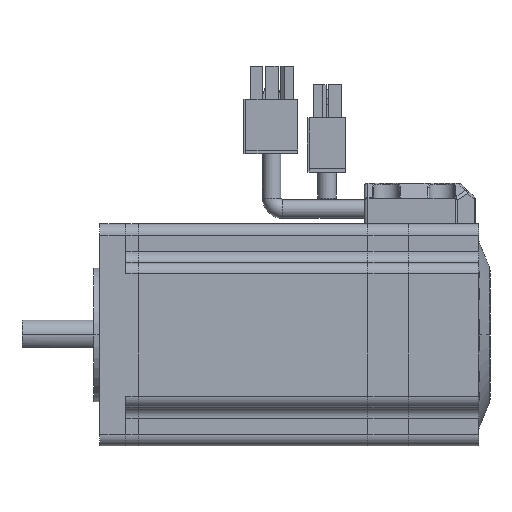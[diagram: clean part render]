
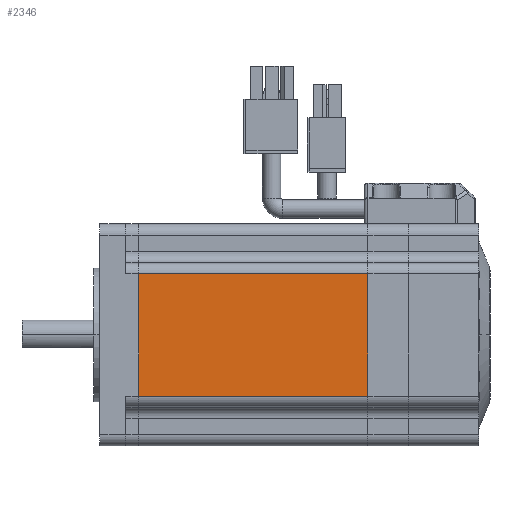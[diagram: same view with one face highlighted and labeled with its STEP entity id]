
A CAD part, left-side view. The second image highlights one B-rep face of the part: STEP entity #2346.
In plain terms, the highlighted planar face has unit normal (-1, 0, 0).
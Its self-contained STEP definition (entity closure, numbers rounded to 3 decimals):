
#1717=DIRECTION('',(0.,0.,1.));
#1718=VECTOR('',#1717,33.);
#1719=CARTESIAN_POINT('',(-30.,0.,-16.5));
#1720=LINE('',#1719,#1718);
#1832=DIRECTION('',(0.,1.,0.));
#1833=VECTOR('',#1832,62.);
#1834=CARTESIAN_POINT('',(-30.,0.,16.5));
#1835=LINE('',#1834,#1833);
#1836=DIRECTION('',(0.,1.,0.));
#1837=VECTOR('',#1836,62.);
#1838=CARTESIAN_POINT('',(-30.,0.,-16.5));
#1839=LINE('',#1838,#1837);
#1939=DIRECTION('',(0.,0.,1.));
#1940=VECTOR('',#1939,33.);
#1941=CARTESIAN_POINT('',(-30.,62.,-16.5));
#1942=LINE('',#1941,#1940);
#2004=CARTESIAN_POINT('',(-30.,0.,-16.5));
#2005=VERTEX_POINT('',#2004);
#2006=CARTESIAN_POINT('',(-30.,0.,16.5));
#2007=VERTEX_POINT('',#2006);
#2052=CARTESIAN_POINT('',(-30.,62.,-16.5));
#2053=VERTEX_POINT('',#2052);
#2054=CARTESIAN_POINT('',(-30.,62.,16.5));
#2055=VERTEX_POINT('',#2054);
#2333=CARTESIAN_POINT('',(-30.,0.,-16.5));
#2334=DIRECTION('',(-1.,0.,0.));
#2335=DIRECTION('',(0.,0.,1.));
#2336=AXIS2_PLACEMENT_3D('',#2333,#2334,#2335);
#2337=PLANE('',#2336);
#2338=ORIENTED_EDGE('',*,*,#2105,.F.);
#2340=ORIENTED_EDGE('',*,*,#2339,.T.);
#2342=ORIENTED_EDGE('',*,*,#2341,.T.);
#2343=ORIENTED_EDGE('',*,*,#2325,.F.);
#2344=EDGE_LOOP('',(#2338,#2340,#2342,#2343));
#2345=FACE_OUTER_BOUND('',#2344,.F.);
#2346=ADVANCED_FACE('',(#2345),#2337,.T.);
#2105=EDGE_CURVE('',#2005,#2007,#1720,.T.);
#2325=EDGE_CURVE('',#2007,#2055,#1835,.T.);
#2339=EDGE_CURVE('',#2005,#2053,#1839,.T.);
#2341=EDGE_CURVE('',#2053,#2055,#1942,.T.);
